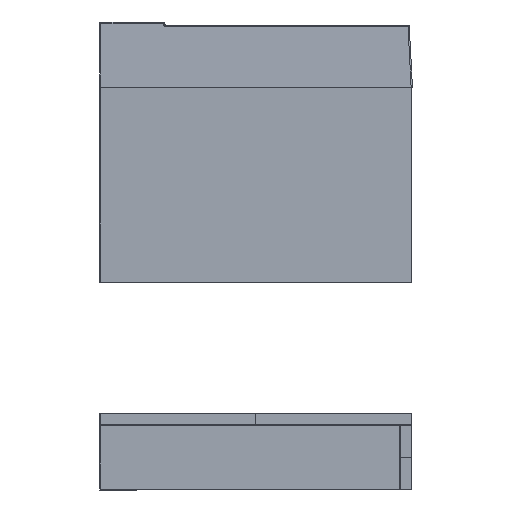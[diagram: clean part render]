
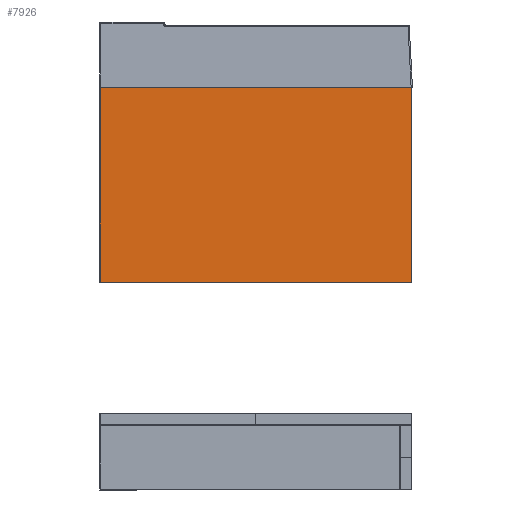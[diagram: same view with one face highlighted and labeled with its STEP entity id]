
A CAD part, left-side view. The second image highlights one B-rep face of the part: STEP entity #7926.
In plain terms, the highlighted planar face has unit normal (-1, 0, 0).
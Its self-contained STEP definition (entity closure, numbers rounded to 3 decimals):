
#617=PLANE('',#8520);
#1004=FACE_OUTER_BOUND('',#1487,.T.);
#1487=EDGE_LOOP('',(#6863,#6864,#6865,#6866));
#2380=LINE('',#12344,#3282);
#2384=LINE('',#12352,#3286);
#2387=LINE('',#12358,#3289);
#2390=LINE('',#12363,#3292);
#3282=VECTOR('',#10167,1.);
#3286=VECTOR('',#10173,1.);
#3289=VECTOR('',#10178,1.);
#3292=VECTOR('',#10183,1.);
#4023=VERTEX_POINT('',#12342);
#4024=VERTEX_POINT('',#12343);
#4027=VERTEX_POINT('',#12351);
#4029=VERTEX_POINT('',#12357);
#4988=EDGE_CURVE('',#4023,#4024,#2380,.T.);
#4992=EDGE_CURVE('',#4027,#4023,#2384,.T.);
#4995=EDGE_CURVE('',#4029,#4027,#2387,.T.);
#4998=EDGE_CURVE('',#4024,#4029,#2390,.T.);
#6863=ORIENTED_EDGE('',*,*,#4988,.T.);
#6864=ORIENTED_EDGE('',*,*,#4998,.T.);
#6865=ORIENTED_EDGE('',*,*,#4995,.T.);
#6866=ORIENTED_EDGE('',*,*,#4992,.T.);
#7926=ADVANCED_FACE('',(#1004),#617,.F.);
#8520=AXIS2_PLACEMENT_3D('',#12366,#10187,#10188);
#10167=DIRECTION('',(0.,0.,1.));
#10173=DIRECTION('',(0.,-1.,0.));
#10178=DIRECTION('',(0.,0.,-1.));
#10183=DIRECTION('',(0.,1.,0.));
#10187=DIRECTION('center_axis',(1.,0.,0.));
#10188=DIRECTION('ref_axis',(0.,0.,-1.));
#12342=CARTESIAN_POINT('',(0.,-478.,1.));
#12343=CARTESIAN_POINT('',(0.,-478.,299.));
#12344=CARTESIAN_POINT('',(0.,-478.,75.5));
#12351=CARTESIAN_POINT('',(0.,-1.,1.));
#12352=CARTESIAN_POINT('',(0.,-120.25,1.));
#12357=CARTESIAN_POINT('',(0.,-1.,299.));
#12358=CARTESIAN_POINT('',(0.,-1.,224.5));
#12363=CARTESIAN_POINT('',(0.,-358.75,299.));
#12366=CARTESIAN_POINT('Origin',(0.,-239.5,150.));
